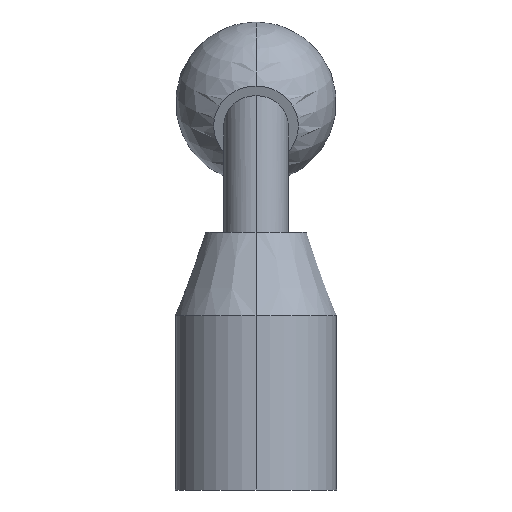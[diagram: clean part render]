
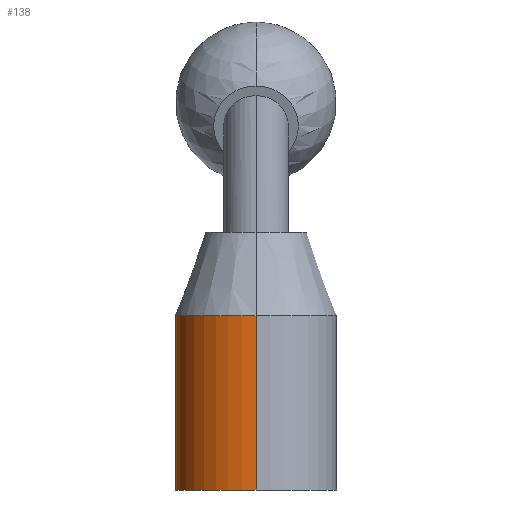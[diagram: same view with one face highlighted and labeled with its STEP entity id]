
A CAD part, left-side view. The second image highlights one B-rep face of the part: STEP entity #138.
In plain terms, the highlighted cylindrical face has radius 20 mm (diameter 40 mm), a partial arc.
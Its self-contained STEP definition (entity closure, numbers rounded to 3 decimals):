
#138=ADVANCED_FACE('',(#348),#349,.T.);
#150=EDGE_CURVE('',#214,#300,#362,.T.);
#152=EDGE_CURVE('',#206,#300,#364,.T.);
#206=VERTEX_POINT('',#432);
#214=VERTEX_POINT('',#440);
#222=EDGE_CURVE('',#238,#206,#449,.T.);
#230=EDGE_CURVE('',#214,#238,#458,.T.);
#238=VERTEX_POINT('',#467);
#300=VERTEX_POINT('',#533);
#348=FACE_OUTER_BOUND('',#575,.T.);
#349=CYLINDRICAL_SURFACE('',#576,20.0);
#362=CIRCLE('',#591,20.0);
#364=LINE('',#594,#595);
#432=CARTESIAN_POINT('',(-20.0,0.,43.327));
#440=CARTESIAN_POINT('',(20.0,0.0,0.0));
#449=CIRCLE('',#750,20.0);
#458=LINE('',#760,#761);
#467=CARTESIAN_POINT('',(20.0,0.0,43.327));
#533=CARTESIAN_POINT('',(-20.0,0.,0.0));
#575=EDGE_LOOP('',(#928,#929,#930,#931));
#576=AXIS2_PLACEMENT_3D('',#932,#933,#934);
#591=AXIS2_PLACEMENT_3D('',#946,#947,#948);
#594=CARTESIAN_POINT('',(-20.0,0.,21.663));
#595=VECTOR('',#949,1.0);
#750=AXIS2_PLACEMENT_3D('',#1082,#1083,#1084);
#760=CARTESIAN_POINT('',(20.0,0.,21.663));
#761=VECTOR('',#1093,1.0);
#928=ORIENTED_EDGE('',*,*,#230,.F.);
#929=ORIENTED_EDGE('',*,*,#150,.T.);
#930=ORIENTED_EDGE('',*,*,#152,.F.);
#931=ORIENTED_EDGE('',*,*,#222,.F.);
#932=CARTESIAN_POINT('',(0.0,0.0,21.663));
#933=DIRECTION('',(-0.0,-0.0,-1.0));
#934=DIRECTION('',(1.0,0.0,0.0));
#946=CARTESIAN_POINT('',(0.0,0.0,0.0));
#947=DIRECTION('',(0.0,0.0,1.0));
#948=DIRECTION('',(1.0,0.0,0.0));
#949=DIRECTION('',(-0.0,-0.0,-1.0));
#1082=CARTESIAN_POINT('',(0.0,0.0,43.327));
#1083=DIRECTION('',(0.0,0.0,1.0));
#1084=DIRECTION('',(1.0,0.0,0.0));
#1093=DIRECTION('',(0.0,0.0,1.0));
